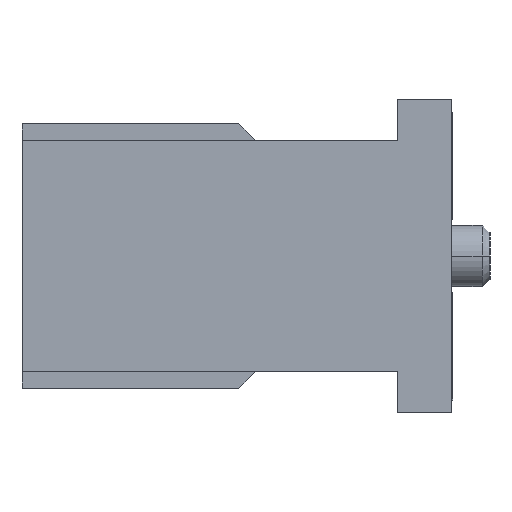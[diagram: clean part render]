
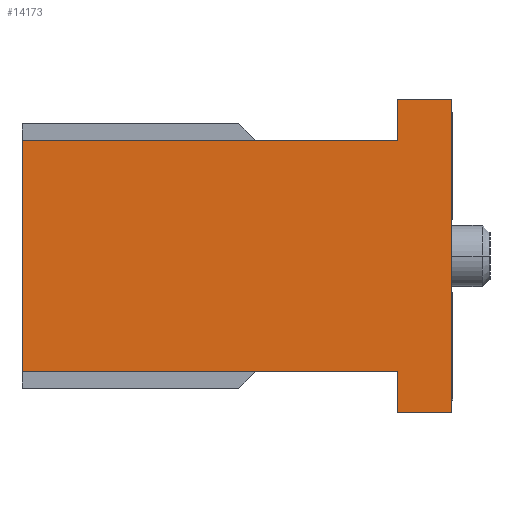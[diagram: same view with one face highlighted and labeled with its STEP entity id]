
A CAD part, left-side view. The second image highlights one B-rep face of the part: STEP entity #14173.
In plain terms, the highlighted planar face has unit normal (-1, 0, 0).
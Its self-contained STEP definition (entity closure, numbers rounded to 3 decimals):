
#3699=DIRECTION('',(0.,0.,1.));
#3700=VECTOR('',#3699,0.8);
#3701=CARTESIAN_POINT('',(-17.95,1.05,2.25));
#3702=LINE('',#3701,#3700);
#3703=DIRECTION('',(0.,0.,1.));
#3704=VECTOR('',#3703,0.8);
#3705=CARTESIAN_POINT('',(-17.95,1.05,-3.05));
#3706=LINE('',#3705,#3704);
#4911=DIRECTION('',(0.,0.,1.));
#4912=VECTOR('',#4911,4.5);
#4913=CARTESIAN_POINT('',(-17.95,8.35,-2.25));
#4914=LINE('',#4913,#4912);
#4947=DIRECTION('',(0.,-1.,0.));
#4948=VECTOR('',#4947,7.3);
#4949=CARTESIAN_POINT('',(-17.95,8.35,-2.25));
#4950=LINE('',#4949,#4948);
#4955=DIRECTION('',(0.,0.,-1.));
#4956=VECTOR('',#4955,6.1);
#4957=CARTESIAN_POINT('',(-17.95,0.,3.05));
#4958=LINE('',#4957,#4956);
#4959=DIRECTION('',(0.,1.,0.));
#4960=VECTOR('',#4959,1.05);
#4961=CARTESIAN_POINT('',(-17.95,0.,-3.05));
#4962=LINE('',#4961,#4960);
#4963=DIRECTION('',(0.,-1.,0.));
#4964=VECTOR('',#4963,7.3);
#4965=CARTESIAN_POINT('',(-17.95,8.35,2.25));
#4966=LINE('',#4965,#4964);
#4971=DIRECTION('',(0.,1.,0.));
#4972=VECTOR('',#4971,1.05);
#4973=CARTESIAN_POINT('',(-17.95,0.,3.05));
#4974=LINE('',#4973,#4972);
#7587=CARTESIAN_POINT('',(-17.95,8.35,2.25));
#7588=VERTEX_POINT('',#7587);
#7589=CARTESIAN_POINT('',(-17.95,8.35,-2.25));
#7590=VERTEX_POINT('',#7589);
#7689=CARTESIAN_POINT('',(-17.95,0.,3.05));
#7691=VERTEX_POINT('',#7689);
#7694=CARTESIAN_POINT('',(-17.95,0.,-3.05));
#7696=VERTEX_POINT('',#7694);
#7705=CARTESIAN_POINT('',(-17.95,1.05,3.05));
#7707=VERTEX_POINT('',#7705);
#7710=CARTESIAN_POINT('',(-17.95,1.05,-3.05));
#7712=VERTEX_POINT('',#7710);
#7730=CARTESIAN_POINT('',(-17.95,1.05,2.25));
#7732=VERTEX_POINT('',#7730);
#7733=CARTESIAN_POINT('',(-17.95,1.05,-2.25));
#7735=VERTEX_POINT('',#7733);
#14156=CARTESIAN_POINT('',(-17.95,0.,2.25));
#14157=DIRECTION('',(-1.,0.,0.));
#14158=DIRECTION('',(0.,0.,-1.));
#14159=AXIS2_PLACEMENT_3D('',#14156,#14157,#14158);
#14160=PLANE('',#14159);
#14161=ORIENTED_EDGE('',*,*,#13593,.T.);
#14163=ORIENTED_EDGE('',*,*,#14162,.T.);
#14164=ORIENTED_EDGE('',*,*,#12754,.T.);
#14165=ORIENTED_EDGE('',*,*,#14150,.F.);
#14166=ORIENTED_EDGE('',*,*,#14056,.T.);
#14167=ORIENTED_EDGE('',*,*,#12693,.T.);
#14168=ORIENTED_EDGE('',*,*,#12742,.T.);
#14170=ORIENTED_EDGE('',*,*,#14169,.F.);
#14171=EDGE_LOOP('',(#14161,#14163,#14164,#14165,#14166,#14167,#14168,#14170));
#14172=FACE_OUTER_BOUND('',#14171,.F.);
#14173=ADVANCED_FACE('',(#14172),#14160,.T.);
#12693=EDGE_CURVE('',#7588,#7732,#4966,.T.);
#12742=EDGE_CURVE('',#7732,#7707,#3702,.T.);
#12754=EDGE_CURVE('',#7712,#7735,#3706,.T.);
#13593=EDGE_CURVE('',#7691,#7696,#4958,.T.);
#14056=EDGE_CURVE('',#7590,#7588,#4914,.T.);
#14150=EDGE_CURVE('',#7590,#7735,#4950,.T.);
#14162=EDGE_CURVE('',#7696,#7712,#4962,.T.);
#14169=EDGE_CURVE('',#7691,#7707,#4974,.T.);
